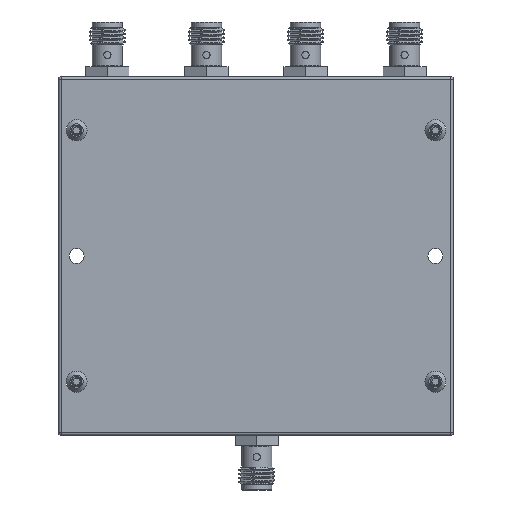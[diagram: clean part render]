
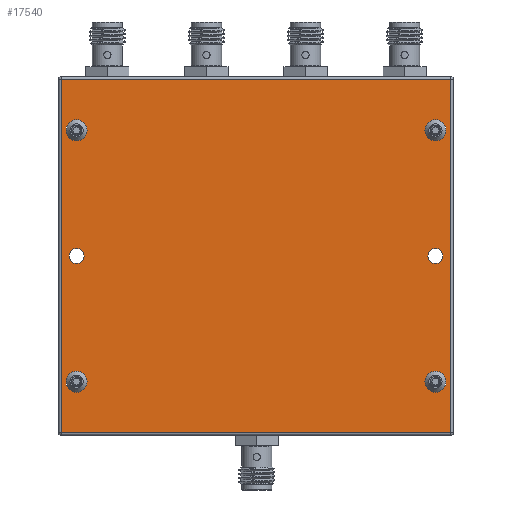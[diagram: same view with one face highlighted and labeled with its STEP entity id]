
A CAD part, front view. The second image highlights one B-rep face of the part: STEP entity #17540.
In plain terms, the highlighted planar face has unit normal (0, -1, 0).
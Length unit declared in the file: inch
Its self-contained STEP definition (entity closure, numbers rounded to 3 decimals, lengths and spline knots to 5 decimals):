
#538 = CIRCLE ( 'NONE', #8198, 0.0525 ) ;
#641 = CARTESIAN_POINT ( 'NONE',  ( 1.25, -0.19, 0.0525 ) ) ;
#2054 = EDGE_CURVE ( 'NONE', #11446, #11446, #538, .T. ) ;
#2505 = CARTESIAN_POINT ( 'NONE',  ( -1.25, -0.19, -0.8015 ) ) ;
#3207 = ORIENTED_EDGE ( 'NONE', *, *, #15967, .T. ) ;
#3862 = CIRCLE ( 'NONE', #7705, 0.0735 ) ;
#4494 = FACE_OUTER_BOUND ( 'NONE', #29145, .T. ) ;
#4838 = CARTESIAN_POINT ( 'NONE',  ( -1.355, -0.19, 1.23 ) ) ;
#5905 = AXIS2_PLACEMENT_3D ( 'NONE', #8836, #14651, #27186 ) ;
#6472 = EDGE_CURVE ( 'NONE', #14013, #14013, #30595, .T. ) ;
#6482 = ORIENTED_EDGE ( 'NONE', *, *, #6472, .T. ) ;
#6716 = VERTEX_POINT ( 'NONE', #4838 ) ;
#6954 = VERTEX_POINT ( 'NONE', #27566 ) ;
#7705 = AXIS2_PLACEMENT_3D ( 'NONE', #25345, #17627, #22772 ) ;
#8198 = AXIS2_PLACEMENT_3D ( 'NONE', #33631, #31678, #27976 ) ;
#8244 = EDGE_CURVE ( 'NONE', #6954, #6954, #18553, .T. ) ;
#8836 = CARTESIAN_POINT ( 'NONE',  ( 1.25, -0.19, 0.875 ) ) ;
#8888 = DIRECTION ( 'NONE',  ( 0., 0., 1. ) ) ;
#9098 = LINE ( 'NONE', #11506, #15931 ) ;
#9179 = LINE ( 'NONE', #28232, #15651 ) ;
#9376 = DIRECTION ( 'NONE',  ( 0., 0., 1. ) ) ;
#9462 = CARTESIAN_POINT ( 'NONE',  ( 0., -0.19, 0. ) ) ;
#9718 = VERTEX_POINT ( 'NONE', #32710 ) ;
#9729 = EDGE_LOOP ( 'NONE', ( #6482 ) ) ;
#9994 = CARTESIAN_POINT ( 'NONE',  ( -1.25, -0.19, -0.875 ) ) ;
#10781 = DIRECTION ( 'NONE',  ( -1., 0., 0. ) ) ;
#11446 = VERTEX_POINT ( 'NONE', #641 ) ;
#11506 = CARTESIAN_POINT ( 'NONE',  ( 1.355, -0.19, 1.25 ) ) ;
#12122 = ORIENTED_EDGE ( 'NONE', *, *, #12153, .T. ) ;
#12153 = EDGE_CURVE ( 'NONE', #33760, #32863, #9098, .T. ) ;
#12433 = DIRECTION ( 'NONE',  ( 0., 0., -1. ) ) ;
#14013 = VERTEX_POINT ( 'NONE', #21913 ) ;
#14338 = CIRCLE ( 'NONE', #22569, 0.0735 ) ;
#14353 = VERTEX_POINT ( 'NONE', #2505 ) ;
#14496 = VERTEX_POINT ( 'NONE', #26723 ) ;
#14651 = DIRECTION ( 'NONE',  ( 0., 1., 0. ) ) ;
#14959 = FACE_BOUND ( 'NONE', #30695, .T. ) ;
#15447 = LINE ( 'NONE', #26231, #29070 ) ;
#15651 = VECTOR ( 'NONE', #12433, 39.37008 ) ;
#15891 = CARTESIAN_POINT ( 'NONE',  ( -1.25, -0.19, 0.0525 ) ) ;
#15931 = VECTOR ( 'NONE', #19049, 39.37008 ) ;
#15967 = EDGE_CURVE ( 'NONE', #32863, #6716, #15447, .T. ) ;
#16155 = EDGE_CURVE ( 'NONE', #9718, #9718, #3862, .T. ) ;
#17540 = ADVANCED_FACE ( 'NONE', ( #25767, #25244, #30748, #31083, #4494, #23183, #14959 ), #22666, .T. ) ;
#17627 = DIRECTION ( 'NONE',  ( 0., 1., 0. ) ) ;
#17825 = AXIS2_PLACEMENT_3D ( 'NONE', #19173, #27239, #8888 ) ;
#18553 = CIRCLE ( 'NONE', #32806, 0.0735 ) ;
#18687 = ORIENTED_EDGE ( 'NONE', *, *, #21642, .T. ) ;
#18856 = EDGE_CURVE ( 'NONE', #14353, #14353, #14338, .T. ) ;
#19049 = DIRECTION ( 'NONE',  ( 0., 0., 1. ) ) ;
#19173 = CARTESIAN_POINT ( 'NONE',  ( -1.25, -0.19, 0. ) ) ;
#19451 = ORIENTED_EDGE ( 'NONE', *, *, #21304, .T. ) ;
#20448 = DIRECTION ( 'NONE',  ( 0., 1., 0. ) ) ;
#20726 = CARTESIAN_POINT ( 'NONE',  ( 1.355, -0.19, 1.23 ) ) ;
#21074 = EDGE_CURVE ( 'NONE', #21185, #21185, #23288, .T. ) ;
#21185 = VERTEX_POINT ( 'NONE', #15891 ) ;
#21304 = EDGE_CURVE ( 'NONE', #14496, #33760, #22947, .T. ) ;
#21327 = ORIENTED_EDGE ( 'NONE', *, *, #8244, .T. ) ;
#21642 = EDGE_CURVE ( 'NONE', #6716, #14496, #9179, .T. ) ;
#21913 = CARTESIAN_POINT ( 'NONE',  ( 1.25, -0.19, 0.9485 ) ) ;
#22569 = AXIS2_PLACEMENT_3D ( 'NONE', #9994, #20448, #25945 ) ;
#22666 = PLANE ( 'NONE',  #27472 ) ;
#22772 = DIRECTION ( 'NONE',  ( 0., 0., 1. ) ) ;
#22846 = DIRECTION ( 'NONE',  ( 0., 0., -1. ) ) ;
#22947 = LINE ( 'NONE', #27746, #29896 ) ;
#23096 = CARTESIAN_POINT ( 'NONE',  ( 1.25, -0.19, -0.875 ) ) ;
#23183 = FACE_BOUND ( 'NONE', #31319, .T. ) ;
#23288 = CIRCLE ( 'NONE', #17825, 0.0525 ) ;
#24738 = ORIENTED_EDGE ( 'NONE', *, *, #21074, .T. ) ;
#25244 = FACE_BOUND ( 'NONE', #26811, .T. ) ;
#25345 = CARTESIAN_POINT ( 'NONE',  ( -1.25, -0.19, 0.875 ) ) ;
#25694 = DIRECTION ( 'NONE',  ( 1., 0., 0. ) ) ;
#25767 = FACE_BOUND ( 'NONE', #30153, .T. ) ;
#25945 = DIRECTION ( 'NONE',  ( 0., 0., 1. ) ) ;
#26231 = CARTESIAN_POINT ( 'NONE',  ( -1.375, -0.19, 1.23 ) ) ;
#26321 = ORIENTED_EDGE ( 'NONE', *, *, #18856, .T. ) ;
#26723 = CARTESIAN_POINT ( 'NONE',  ( -1.355, -0.19, -1.23 ) ) ;
#26810 = CARTESIAN_POINT ( 'NONE',  ( 1.355, -0.19, -1.23 ) ) ;
#26811 = EDGE_LOOP ( 'NONE', ( #21327 ) ) ;
#27186 = DIRECTION ( 'NONE',  ( 0., 0., 1. ) ) ;
#27239 = DIRECTION ( 'NONE',  ( 0., 1., 0. ) ) ;
#27472 = AXIS2_PLACEMENT_3D ( 'NONE', #9462, #28527, #22846 ) ;
#27566 = CARTESIAN_POINT ( 'NONE',  ( 1.25, -0.19, -0.8015 ) ) ;
#27746 = CARTESIAN_POINT ( 'NONE',  ( 1.375, -0.19, -1.23 ) ) ;
#27976 = DIRECTION ( 'NONE',  ( 0., 0., 1. ) ) ;
#28232 = CARTESIAN_POINT ( 'NONE',  ( -1.355, -0.19, -1.25 ) ) ;
#28527 = DIRECTION ( 'NONE',  ( 0., -1., 0. ) ) ;
#29070 = VECTOR ( 'NONE', #10781, 39.37008 ) ;
#29145 = EDGE_LOOP ( 'NONE', ( #18687, #19451, #12122, #3207 ) ) ;
#29751 = EDGE_LOOP ( 'NONE', ( #31235 ) ) ;
#29896 = VECTOR ( 'NONE', #25694, 39.37008 ) ;
#30153 = EDGE_LOOP ( 'NONE', ( #26321 ) ) ;
#30477 = DIRECTION ( 'NONE',  ( 0., 1., 0. ) ) ;
#30595 = CIRCLE ( 'NONE', #5905, 0.0735 ) ;
#30695 = EDGE_LOOP ( 'NONE', ( #32356 ) ) ;
#30748 = FACE_BOUND ( 'NONE', #9729, .T. ) ;
#31083 = FACE_BOUND ( 'NONE', #29751, .T. ) ;
#31235 = ORIENTED_EDGE ( 'NONE', *, *, #16155, .T. ) ;
#31319 = EDGE_LOOP ( 'NONE', ( #24738 ) ) ;
#31678 = DIRECTION ( 'NONE',  ( 0., 1., 0. ) ) ;
#32356 = ORIENTED_EDGE ( 'NONE', *, *, #2054, .T. ) ;
#32710 = CARTESIAN_POINT ( 'NONE',  ( -1.25, -0.19, 0.9485 ) ) ;
#32806 = AXIS2_PLACEMENT_3D ( 'NONE', #23096, #30477, #9376 ) ;
#32863 = VERTEX_POINT ( 'NONE', #20726 ) ;
#33631 = CARTESIAN_POINT ( 'NONE',  ( 1.25, -0.19, 0. ) ) ;
#33760 = VERTEX_POINT ( 'NONE', #26810 ) ;
